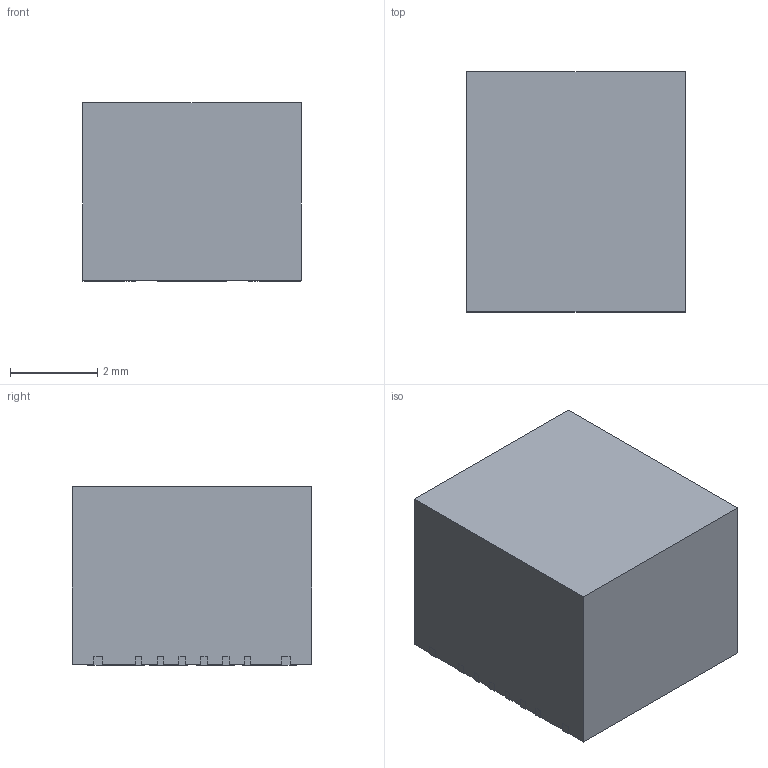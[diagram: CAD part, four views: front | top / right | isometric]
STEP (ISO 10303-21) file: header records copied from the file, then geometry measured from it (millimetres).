
FILE_DESCRIPTION((''),'2;1');
FILE_NAME('RDL0020A_ASM','2020-12-14T09:19:42',('a0412086'),(''),'CREO PARAMETRIC BY PTC INC, 2018500','CREO PARAMETRIC BY PTC INC, 2018500','');
FILE_SCHEMA(('CONFIG_CONTROL_DESIGN','SHAPE_APPEARANCE_LAYERS_GROUPS'));
Length unit declared in the file: millimetre
Products named in the file (3): FRAME; MOLD; RDL0020A_ASM
Assembly tree (2 placements, depth 2):
  RDL0020A_ASM
    FRAME
    MOLD
Bounding box: 5 x 5.5 x 4.1 mm (x, y, z)
Volume: 112.3 mm3; surface area: 178.4 mm2
Topology: 21 solids, 21 shells, 502 faces, 1368 edges, 912 vertices
Faces by surface type: plane 308, cylinder 194
Entity records: 20349 total; most frequent: CARTESIAN_POINT 2787, DIRECTION 2770, ORIENTED_EDGE 2736, PRESENTATION_STYLE_ASSIGNMENT 1405, STYLED_ITEM 1389, CURVE_STYLE 1368, EDGE_CURVE 1368, VECTOR 980
